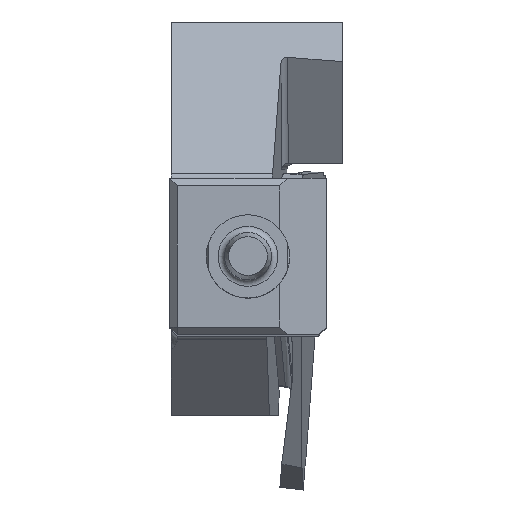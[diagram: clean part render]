
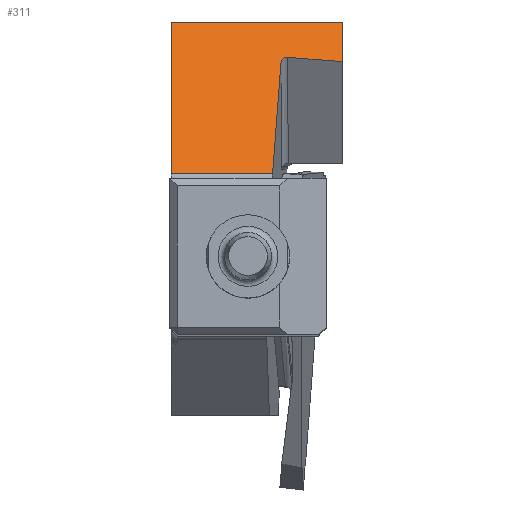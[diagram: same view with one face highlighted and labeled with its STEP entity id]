
A CAD part, top view. The second image highlights one B-rep face of the part: STEP entity #311.
In plain terms, the highlighted planar face has unit normal (0, 0.5, 0.866).
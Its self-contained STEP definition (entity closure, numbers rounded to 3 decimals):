
#311=ADVANCED_FACE('',(#533),#459,.T.);
#459=PLANE('',#2729);
#533=FACE_OUTER_BOUND('',#676,.T.);
#676=EDGE_LOOP('',(#910,#911,#912,#913,#914,#915,#916));
#826=ELLIPSE('',#2728,0.462,0.4);
#910=ORIENTED_EDGE('',*,*,#1894,.F.);
#911=ORIENTED_EDGE('',*,*,#1895,.T.);
#912=ORIENTED_EDGE('',*,*,#1896,.T.);
#913=ORIENTED_EDGE('',*,*,#1897,.F.);
#914=ORIENTED_EDGE('',*,*,#1898,.T.);
#915=ORIENTED_EDGE('',*,*,#1899,.T.);
#916=ORIENTED_EDGE('',*,*,#1900,.F.);
#1656=VERTEX_POINT('',#3738);
#1657=VERTEX_POINT('',#3739);
#1658=VERTEX_POINT('',#3741);
#1659=VERTEX_POINT('',#3743);
#1660=VERTEX_POINT('',#3745);
#1661=VERTEX_POINT('',#3747);
#1662=VERTEX_POINT('',#3749);
#1894=EDGE_CURVE('',#1656,#1657,#2266,.T.);
#1895=EDGE_CURVE('',#1656,#1658,#2267,.T.);
#1896=EDGE_CURVE('',#1658,#1659,#2268,.T.);
#1897=EDGE_CURVE('',#1660,#1659,#826,.T.);
#1898=EDGE_CURVE('',#1660,#1661,#2269,.T.);
#1899=EDGE_CURVE('',#1661,#1662,#2270,.T.);
#1900=EDGE_CURVE('',#1657,#1662,#2271,.T.);
#2266=LINE('',#3737,#2472);
#2267=LINE('',#3740,#2473);
#2268=LINE('',#3742,#2474);
#2269=LINE('',#3746,#2475);
#2270=LINE('',#3748,#2476);
#2271=LINE('',#3750,#2477);
#2472=VECTOR('',#3018,1.);
#2473=VECTOR('',#3019,1.);
#2474=VECTOR('',#3020,1.);
#2475=VECTOR('',#3023,1.);
#2476=VECTOR('',#3024,1.);
#2477=VECTOR('',#3025,1.);
#2728=AXIS2_PLACEMENT_3D('',#3744,#3021,#3022);
#2729=AXIS2_PLACEMENT_3D('',#3751,#3026,#3027);
#3018=DIRECTION('',(0.,0.866,-0.5));
#3019=DIRECTION('',(1.,0.,0.));
#3020=DIRECTION('',(0.065,0.864,-0.499));
#3021=DIRECTION('',(0.,0.5,0.866));
#3022=DIRECTION('',(0.009,-0.866,0.5));
#3023=DIRECTION('',(0.996,-0.078,0.045));
#3024=DIRECTION('',(0.,0.866,-0.5));
#3025=DIRECTION('',(1.,0.,0.));
#3026=DIRECTION('',(0.,0.5,0.866));
#3027=DIRECTION('',(0.,0.866,-0.5));
#3737=CARTESIAN_POINT('',(-9.875,20.,-55.888));
#3738=CARTESIAN_POINT('',(-9.875,10.375,-50.331));
#3739=CARTESIAN_POINT('',(-9.875,20.,-55.888));
#3740=CARTESIAN_POINT('',(-9.975,10.375,-50.331));
#3741=CARTESIAN_POINT('',(-3.419,10.375,-50.331));
#3742=CARTESIAN_POINT('',(-2.679,20.209,-56.009));
#3743=CARTESIAN_POINT('',(-2.891,17.382,-54.377));
#3744=CARTESIAN_POINT('',(-2.493,17.351,-54.359));
#3745=CARTESIAN_POINT('',(-2.463,17.75,-54.589));
#3746=CARTESIAN_POINT('',(0.764,17.498,-54.443));
#3747=CARTESIAN_POINT('',(1.025,17.478,-54.432));
#3748=CARTESIAN_POINT('',(1.025,20.,-55.888));
#3749=CARTESIAN_POINT('',(1.025,20.,-55.888));
#3750=CARTESIAN_POINT('',(1.025,20.,-55.888));
#3751=CARTESIAN_POINT('',(1.025,20.,-55.888));
